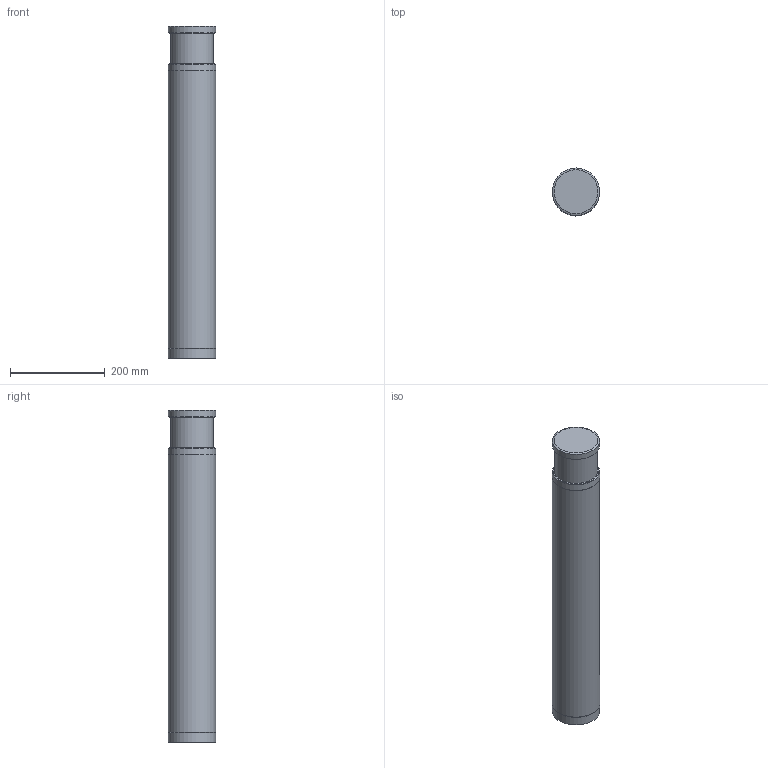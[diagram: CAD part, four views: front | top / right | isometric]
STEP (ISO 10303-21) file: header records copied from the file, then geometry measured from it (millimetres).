
FILE_DESCRIPTION(/* description */ ('STEP AP203'),/* implementation_level */ '2;1');
FILE_NAME(/* name */ 'EL10821059 - ALVA BL 700_100 OP 360° 400 830 AN(350)',/* time_stamp */ '2024-06-25T15:39:54+02:00',/* author */ ('License CC BY-ND 4.0'),/* organization */ ('CADENAS'),/* preprocessor_version */ 'ST-DEVELOPER v19.3',/* originating_system */ 'PARTsolutions',/* authorisation */ ' ');
FILE_SCHEMA (('CONFIG_CONTROL_DESIGN'));
Length unit declared in the file: millimetre
Products named in the file (1): EL10821059 - ALVA BL 700/100 OP 360° 400 830 AN(350
)
Bounding box: 100 x 100 x 700 mm (x, y, z)
Volume: 5379177.3 mm3; surface area: 239972.9 mm2
Topology: 1 solids, 1 shells, 92 faces, 235 edges, 155 vertices
Faces by surface type: cylinder 45, plane 38, cone 9
Full cylindrical faces by diameter (mm): 90.4 x1, 100 x2
Entity records: 2752 total; most frequent: DIRECTION 504, CARTESIAN_POINT 463, ORIENTED_EDGE 438, EDGE_CURVE 219, AXIS2_PLACEMENT_3D 192, VERTEX_POINT 151, LINE 120, VECTOR 120
